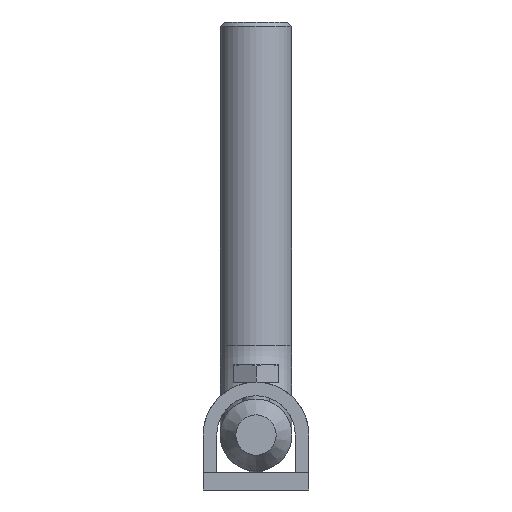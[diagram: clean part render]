
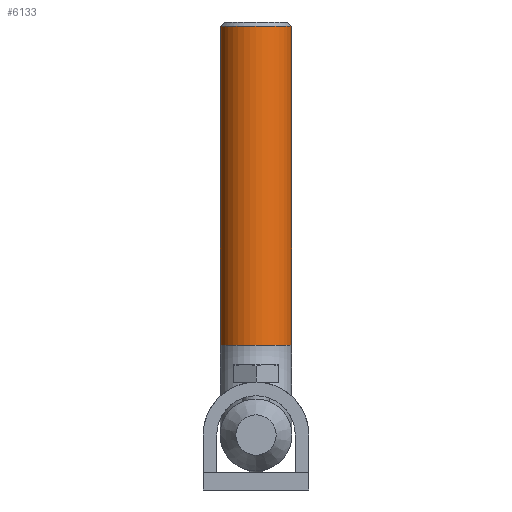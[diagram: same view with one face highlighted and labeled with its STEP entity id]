
A CAD part, front view. The second image highlights one B-rep face of the part: STEP entity #6133.
In plain terms, the highlighted cylindrical face has radius 8 mm (diameter 16 mm), a full revolution.
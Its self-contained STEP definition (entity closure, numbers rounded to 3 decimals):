
#997 = DIRECTION ( 'NONE',  ( 0., 0., 1. ) ) ;
#1358 = EDGE_CURVE ( 'NONE', #13295, #13295, #5039, .T. ) ;
#1941 = CARTESIAN_POINT ( 'NONE',  ( 0., 512., 91. ) ) ;
#2919 = EDGE_CURVE ( 'NONE', #8156, #8156, #4378, .T. ) ;
#3846 = DIRECTION ( 'NONE',  ( 0., -1., 0. ) ) ;
#4378 = CIRCLE ( 'NONE', #17006, 8. ) ;
#4860 = CARTESIAN_POINT ( 'NONE',  ( 0., 504., 20. ) ) ;
#5039 = CIRCLE ( 'NONE', #9997, 8. ) ;
#6019 = FACE_OUTER_BOUND ( 'NONE', #10489, .T. ) ;
#6133 = ADVANCED_FACE ( 'NONE', ( #6019, #8185 ), #7518, .T. ) ;
#6224 = AXIS2_PLACEMENT_3D ( 'NONE', #6392, #10310, #14447 ) ;
#6392 = CARTESIAN_POINT ( 'NONE',  ( 0., 512., 20. ) ) ;
#7409 = EDGE_LOOP ( 'NONE', ( #17022 ) ) ;
#7487 = ORIENTED_EDGE ( 'NONE', *, *, #1358, .T. ) ;
#7518 = CYLINDRICAL_SURFACE ( 'NONE', #6224, 8. ) ;
#8156 = VERTEX_POINT ( 'NONE', #4860 ) ;
#8185 = FACE_OUTER_BOUND ( 'NONE', #7409, .T. ) ;
#8757 = DIRECTION ( 'NONE',  ( 0., 0., -1. ) ) ;
#9997 = AXIS2_PLACEMENT_3D ( 'NONE', #1941, #8757, #16970 ) ;
#10310 = DIRECTION ( 'NONE',  ( 0., 0., 1. ) ) ;
#10489 = EDGE_LOOP ( 'NONE', ( #7487 ) ) ;
#13295 = VERTEX_POINT ( 'NONE', #14531 ) ;
#14447 = DIRECTION ( 'NONE',  ( 1., 0., 0. ) ) ;
#14531 = CARTESIAN_POINT ( 'NONE',  ( 8., 512., 91. ) ) ;
#16267 = CARTESIAN_POINT ( 'NONE',  ( 0., 512., 20. ) ) ;
#16970 = DIRECTION ( 'NONE',  ( 1., 0., 0. ) ) ;
#17006 = AXIS2_PLACEMENT_3D ( 'NONE', #16267, #997, #3846 ) ;
#17022 = ORIENTED_EDGE ( 'NONE', *, *, #2919, .T. ) ;
